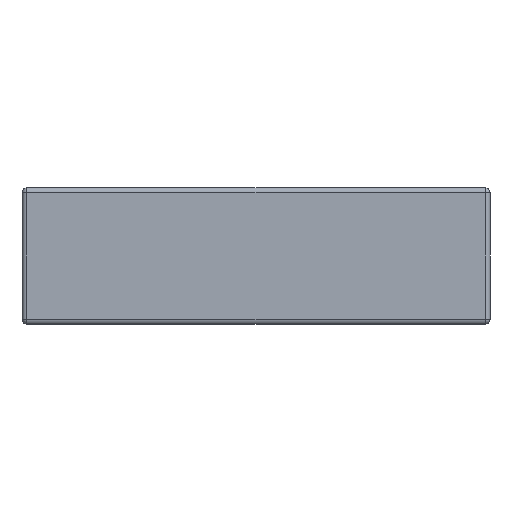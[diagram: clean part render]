
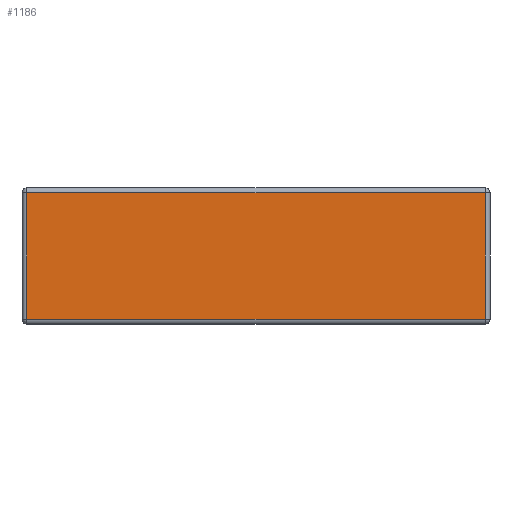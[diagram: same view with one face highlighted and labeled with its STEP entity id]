
A CAD part, front view. The second image highlights one B-rep face of the part: STEP entity #1186.
In plain terms, the highlighted planar face has unit normal (0, -1, 0).
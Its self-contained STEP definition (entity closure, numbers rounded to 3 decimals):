
#130 = VECTOR ( 'NONE', #1689, 1000. ) ;
#138 = DIRECTION ( 'NONE',  ( 0., 1., 0. ) ) ;
#196 = DIRECTION ( 'NONE',  ( 0., 0., -1. ) ) ;
#249 = CARTESIAN_POINT ( 'NONE',  ( -70.5, -69., 1.5 ) ) ;
#263 = VECTOR ( 'NONE', #196, 1000. ) ;
#379 = CARTESIAN_POINT ( 'NONE',  ( -70.5, -69., 40.5 ) ) ;
#394 = CARTESIAN_POINT ( 'NONE',  ( 70.5, -69., 40.5 ) ) ;
#423 = CARTESIAN_POINT ( 'NONE',  ( -70.5, -69., 42. ) ) ;
#553 = LINE ( 'NONE', #4048, #3712 ) ;
#588 = CARTESIAN_POINT ( 'NONE',  ( -72., -69., 42. ) ) ;
#803 = LINE ( 'NONE', #2319, #5105 ) ;
#1186 = ADVANCED_FACE ( 'NONE', ( #2525 ), #2341, .F. ) ;
#1261 = VERTEX_POINT ( 'NONE', #3158 ) ;
#1626 = EDGE_CURVE ( 'NONE', #3796, #1799, #2233, .T. ) ;
#1689 = DIRECTION ( 'NONE',  ( -1., 0., 0. ) ) ;
#1799 = VERTEX_POINT ( 'NONE', #249 ) ;
#2233 = LINE ( 'NONE', #423, #263 ) ;
#2298 = DIRECTION ( 'NONE',  ( 1., 0., 0. ) ) ;
#2319 = CARTESIAN_POINT ( 'NONE',  ( 72., -69., 1.5 ) ) ;
#2341 = PLANE ( 'NONE',  #4895 ) ;
#2440 = ORIENTED_EDGE ( 'NONE', *, *, #3149, .T. ) ;
#2525 = FACE_OUTER_BOUND ( 'NONE', #2949, .T. ) ;
#2732 = ORIENTED_EDGE ( 'NONE', *, *, #3616, .T. ) ;
#2757 = DIRECTION ( 'NONE',  ( 0., 0., 1. ) ) ;
#2761 = EDGE_CURVE ( 'NONE', #1261, #3515, #553, .T. ) ;
#2949 = EDGE_LOOP ( 'NONE', ( #2732, #3201, #2440, #3657 ) ) ;
#3149 = EDGE_CURVE ( 'NONE', #3515, #3796, #4720, .T. ) ;
#3158 = CARTESIAN_POINT ( 'NONE',  ( 70.5, -69., 1.5 ) ) ;
#3201 = ORIENTED_EDGE ( 'NONE', *, *, #2761, .T. ) ;
#3515 = VERTEX_POINT ( 'NONE', #394 ) ;
#3616 = EDGE_CURVE ( 'NONE', #1799, #1261, #803, .T. ) ;
#3657 = ORIENTED_EDGE ( 'NONE', *, *, #1626, .T. ) ;
#3712 = VECTOR ( 'NONE', #2757, 1000. ) ;
#3796 = VERTEX_POINT ( 'NONE', #379 ) ;
#4048 = CARTESIAN_POINT ( 'NONE',  ( 70.5, -69., 42. ) ) ;
#4336 = DIRECTION ( 'NONE',  ( 0., 0., 1. ) ) ;
#4720 = LINE ( 'NONE', #4983, #130 ) ;
#4895 = AXIS2_PLACEMENT_3D ( 'NONE', #588, #138, #4336 ) ;
#4983 = CARTESIAN_POINT ( 'NONE',  ( -72., -69., 40.5 ) ) ;
#5105 = VECTOR ( 'NONE', #2298, 1000. ) ;
